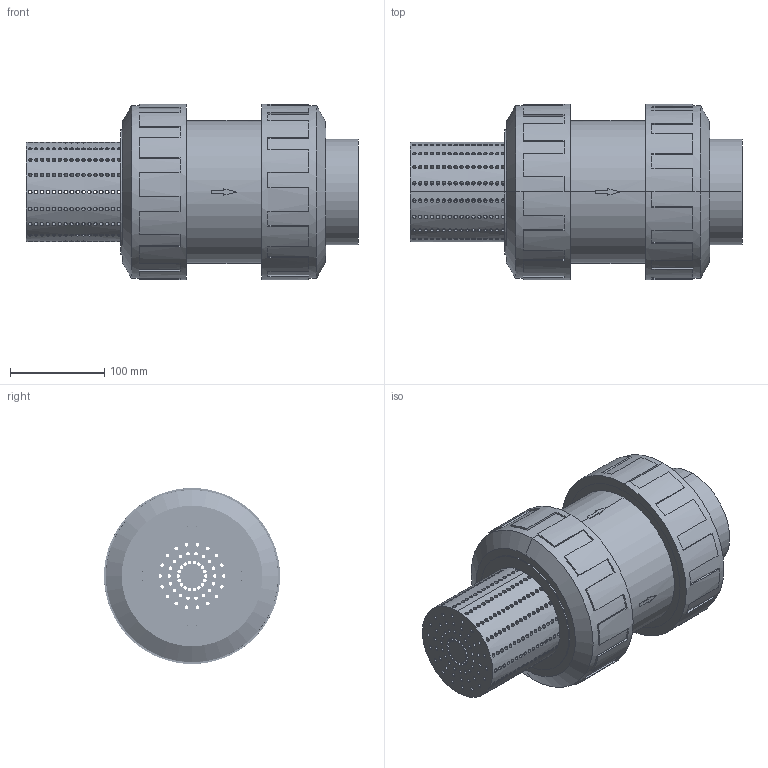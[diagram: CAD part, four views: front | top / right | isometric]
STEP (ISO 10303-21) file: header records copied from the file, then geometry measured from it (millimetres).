
FILE_DESCRIPTION(('STEP AP214'),'1');
FILE_NAME('cctmp_880A41BE-8194-40BE-9745-0C6289DA32E3_2018_11_28_11_4_16_749..stp','2018-11-28T10:04:19',('Praher Valves GmbH'),('CADClick - www.CADClick.com'),'Spatial InterOp 3D',' ','unknown authorization');
FILE_SCHEMA(('AUTOMOTIVE_DESIGN'));
Length unit declared in the file: millimetre
Products named in the file (1): 121621
Bounding box: 353 x 187 x 187 mm (x, y, z)
Volume: 4327177.6 mm3; surface area: 534838 mm2
Topology: 1 solids, 1 shells, 2586 faces, 7462 edges, 4450 vertices
Faces by surface type: cylinder 2400, plane 182, cone 4
Entity records: 129976 total; most frequent: CARTESIAN_POINT 41085, ORIENTED_EDGE 14924, DIRECTION 14290, EDGE_CURVE 7462, AXIS2_PLACEMENT_3D 5915, VERTEX_POINT 4450, EDGE_LOOP 3020, ELLIPSE 2762
